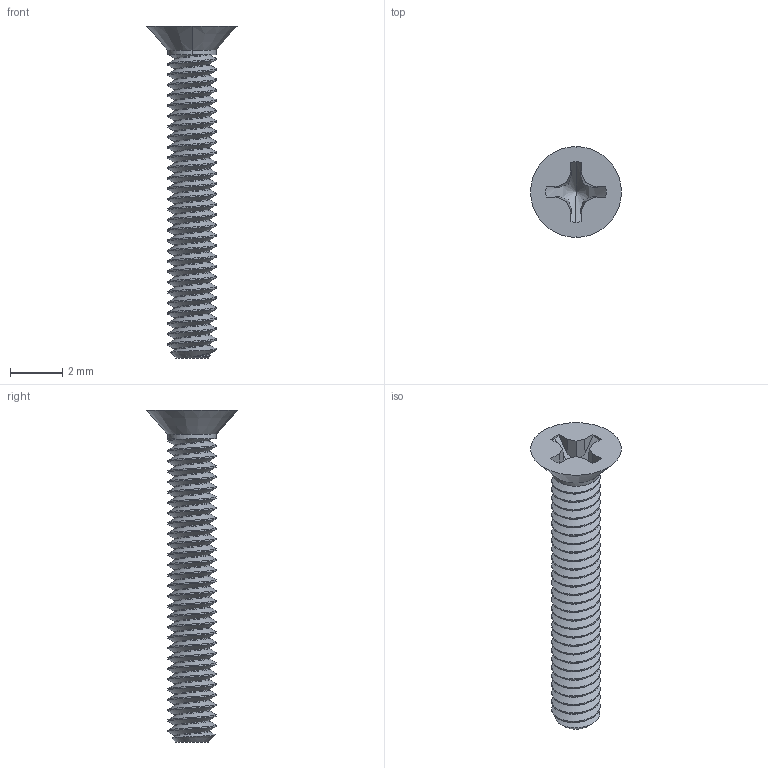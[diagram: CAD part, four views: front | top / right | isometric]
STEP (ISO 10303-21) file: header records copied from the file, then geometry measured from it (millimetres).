
FILE_DESCRIPTION (( 'STEP AP203' ), '1' );
FILE_NAME ('91771A070_Passivated 18-8 Stainless Steel Phillips Flat Head Screw.STEP', '2023-06-22T14:30:36', ( 'Administrator' ), ( 'Managed by Terraform' ), 'SwSTEP 2.0', 'SolidWorks 2017', '' );
FILE_SCHEMA (( 'CONFIG_CONTROL_DESIGN' ));
Length unit declared in the file: inch
Products named in the file (1): 91771A070_Passivated 18-8 Stainless Steel Phillips Flat Head Screw
Bounding box: 3.48 x 3.48 x 12.7 mm (x, y, z)
Volume: 27.9 mm3; surface area: 128.4 mm2
Topology: 1 solids, 1 shells, 94 faces, 273 edges, 180 vertices
Faces by surface type: cylinder 66, plane 19, cone 6, bspline 3
Entity records: 6536 total; most frequent: CARTESIAN_POINT 4397, ORIENTED_EDGE 542, DIRECTION 330, EDGE_CURVE 271, VERTEX_POINT 180, AXIS2_PLACEMENT_3D 117, VECTOR 96, LINE 96
